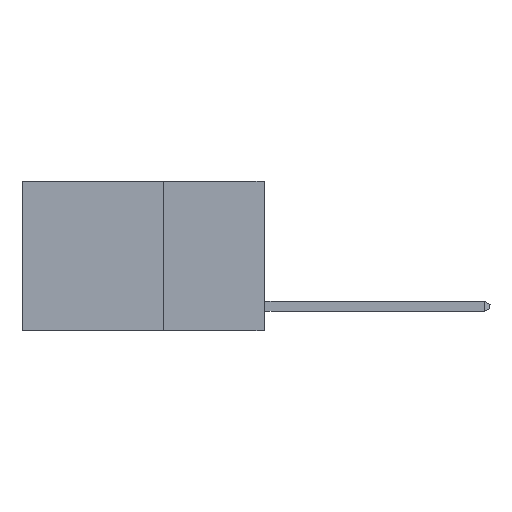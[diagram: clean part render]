
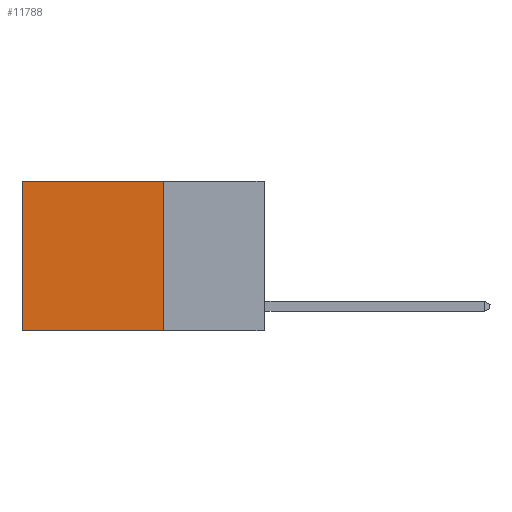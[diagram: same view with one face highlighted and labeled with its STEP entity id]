
A CAD part, left-side view. The second image highlights one B-rep face of the part: STEP entity #11788.
In plain terms, the highlighted planar face has unit normal (-1, 0, 0).
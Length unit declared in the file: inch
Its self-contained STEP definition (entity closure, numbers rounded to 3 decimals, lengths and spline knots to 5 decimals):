
#26 = VECTOR ( 'NONE', #3387, 39.37008 ) ;
#247 = CARTESIAN_POINT ( 'NONE',  ( 0.2625, 0.6, 0. ) ) ;
#545 = VERTEX_POINT ( 'NONE', #5078 ) ;
#889 = CARTESIAN_POINT ( 'NONE',  ( 0.2625, 0.25, 0. ) ) ;
#1180 = AXIS2_PLACEMENT_3D ( 'NONE', #14221, #12894, #11696 ) ;
#3387 = DIRECTION ( 'NONE',  ( 0., 1., 0. ) ) ;
#5004 = EDGE_CURVE ( 'NONE', #5877, #545, #8454, .T. ) ;
#5078 = CARTESIAN_POINT ( 'NONE',  ( 0.2625, 0.6, 0. ) ) ;
#5273 = ORIENTED_EDGE ( 'NONE', *, *, #5004, .T. ) ;
#5877 = VERTEX_POINT ( 'NONE', #15635 ) ;
#6104 = LINE ( 'NONE', #15014, #8725 ) ;
#7558 = FACE_OUTER_BOUND ( 'NONE', #9304, .T. ) ;
#8454 = LINE ( 'NONE', #10322, #26 ) ;
#8725 = VECTOR ( 'NONE', #17798, 39.37008 ) ;
#8822 = VECTOR ( 'NONE', #14769, 39.37008 ) ;
#8833 = PLANE ( 'NONE',  #1180 ) ;
#9304 = EDGE_LOOP ( 'NONE', ( #10960, #11146, #15735, #5273 ) ) ;
#9676 = CARTESIAN_POINT ( 'NONE',  ( 0.2625, 0.6, -0.37 ) ) ;
#9946 = EDGE_CURVE ( 'NONE', #16830, #10318, #6104, .T. ) ;
#9952 = DIRECTION ( 'NONE',  ( 0., 0., -1. ) ) ;
#10318 = VERTEX_POINT ( 'NONE', #9676 ) ;
#10322 = CARTESIAN_POINT ( 'NONE',  ( 0.2625, 0.25, 0. ) ) ;
#10960 = ORIENTED_EDGE ( 'NONE', *, *, #13675, .T. ) ;
#11146 = ORIENTED_EDGE ( 'NONE', *, *, #9946, .F. ) ;
#11505 = CARTESIAN_POINT ( 'NONE',  ( 0.2625, 0.25, -0.37 ) ) ;
#11696 = DIRECTION ( 'NONE',  ( 0., 0., -1. ) ) ;
#11788 = ADVANCED_FACE ( 'NONE', ( #7558 ), #8833, .F. ) ;
#12452 = EDGE_CURVE ( 'NONE', #5877, #16830, #17839, .T. ) ;
#12894 = DIRECTION ( 'NONE',  ( 1., 0., 0. ) ) ;
#13675 = EDGE_CURVE ( 'NONE', #545, #10318, #16089, .T. ) ;
#14221 = CARTESIAN_POINT ( 'NONE',  ( 0.2625, 0.25, 0. ) ) ;
#14769 = DIRECTION ( 'NONE',  ( 0., 0., -1. ) ) ;
#15014 = CARTESIAN_POINT ( 'NONE',  ( 0.2625, 0.25, -0.37 ) ) ;
#15635 = CARTESIAN_POINT ( 'NONE',  ( 0.2625, 0.25, 0. ) ) ;
#15735 = ORIENTED_EDGE ( 'NONE', *, *, #12452, .F. ) ;
#16089 = LINE ( 'NONE', #247, #16775 ) ;
#16775 = VECTOR ( 'NONE', #9952, 39.37008 ) ;
#16830 = VERTEX_POINT ( 'NONE', #11505 ) ;
#17798 = DIRECTION ( 'NONE',  ( 0., 1., 0. ) ) ;
#17839 = LINE ( 'NONE', #889, #8822 ) ;
